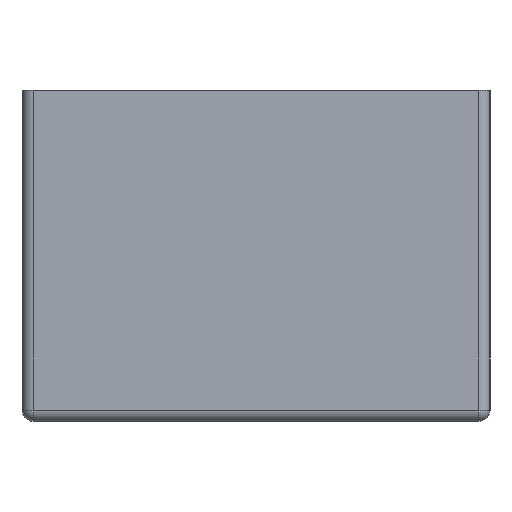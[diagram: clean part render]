
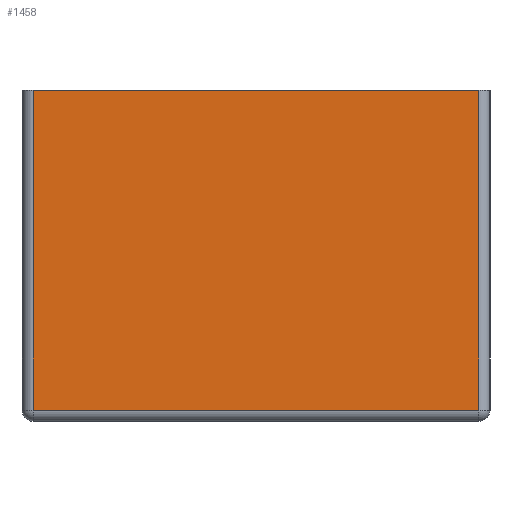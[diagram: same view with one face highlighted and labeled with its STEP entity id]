
A CAD part, left-side view. The second image highlights one B-rep face of the part: STEP entity #1458.
In plain terms, the highlighted planar face has unit normal (-1, 0, 0).
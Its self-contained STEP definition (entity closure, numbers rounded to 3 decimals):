
#1419=CARTESIAN_POINT('',(18.,32.5,9.));
#1420=DIRECTION('',(-1.,0.,0.));
#1421=DIRECTION('',(0.,0.,1.));
#1422=AXIS2_PLACEMENT_3D('',#1419,#1420,#1421);
#1423=PLANE('',#1422);
#1424=CARTESIAN_POINT('',(18.,38.,0.));
#1425=VERTEX_POINT('',#1424);
#1426=CARTESIAN_POINT('',(18.,18.5,0.));
#1427=VERTEX_POINT('',#1426);
#1428=CARTESIAN_POINT('',(18.,38.,0.));
#1429=DIRECTION('',(0.,-1.,0.));
#1430=VECTOR('',#1429,19.5);
#1431=LINE('',#1428,#1430);
#1432=EDGE_CURVE('',#1425,#1427,#1431,.T.);
#1433=ORIENTED_EDGE('',*,*,#1432,.T.);
#1434=CARTESIAN_POINT('',(18.,18.5,14.));
#1435=VERTEX_POINT('',#1434);
#1436=CARTESIAN_POINT('',(18.,18.5,0.));
#1437=DIRECTION('',(0.,0.,1.));
#1438=VECTOR('',#1437,14.);
#1439=LINE('',#1436,#1438);
#1440=EDGE_CURVE('',#1427,#1435,#1439,.T.);
#1441=ORIENTED_EDGE('',*,*,#1440,.T.);
#1442=CARTESIAN_POINT('',(18.,38.,14.));
#1443=VERTEX_POINT('',#1442);
#1444=CARTESIAN_POINT('',(18.,18.5,14.));
#1445=DIRECTION('',(0.,1.,0.));
#1446=VECTOR('',#1445,19.5);
#1447=LINE('',#1444,#1446);
#1448=EDGE_CURVE('',#1435,#1443,#1447,.T.);
#1449=ORIENTED_EDGE('',*,*,#1448,.T.);
#1450=CARTESIAN_POINT('',(18.,38.,14.));
#1451=DIRECTION('',(0.,0.,-1.));
#1452=VECTOR('',#1451,14.);
#1453=LINE('',#1450,#1452);
#1454=EDGE_CURVE('',#1443,#1425,#1453,.T.);
#1455=ORIENTED_EDGE('',*,*,#1454,.T.);
#1456=EDGE_LOOP('',(#1433,#1441,#1449,#1455));
#1457=FACE_BOUND('',#1456,.T.);
#1458=ADVANCED_FACE('',(#1457),#1423,.T.);
